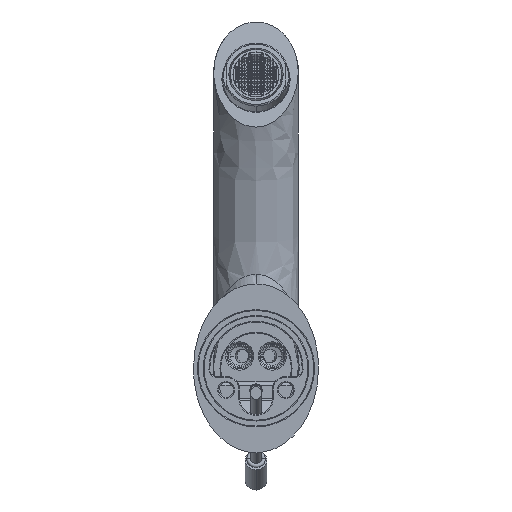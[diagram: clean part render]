
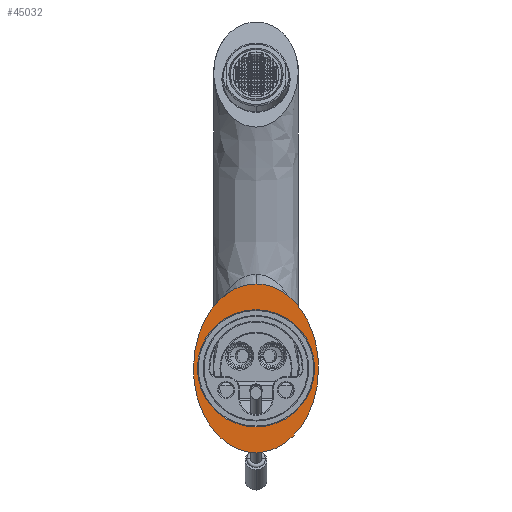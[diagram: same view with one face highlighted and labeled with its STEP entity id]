
A CAD part, front view. The second image highlights one B-rep face of the part: STEP entity #45032.
In plain terms, the highlighted planar face has unit normal (0, -1, 0).
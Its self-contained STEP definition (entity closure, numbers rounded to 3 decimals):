
#4968=CARTESIAN_POINT('',(23.,-5.,0.));
#4969=CARTESIAN_POINT('',(23.,-5.,-1.827));
#4970=CARTESIAN_POINT('',(22.759,-5.,-5.617));
#4971=CARTESIAN_POINT('',(21.539,-5.,-11.446));
#4972=CARTESIAN_POINT('',(19.753,-5.,-16.127));
#4973=CARTESIAN_POINT('',(17.889,-5.,-19.572));
#4974=CARTESIAN_POINT('',(16.293,-5.,-21.96));
#4975=CARTESIAN_POINT('',(14.521,-5.,-24.112));
#4976=CARTESIAN_POINT('',(12.604,-5.,-25.995));
#4977=CARTESIAN_POINT('',(10.576,-5.,-27.588));
#4978=CARTESIAN_POINT('',(8.473,-5.,-28.875));
#4979=CARTESIAN_POINT('',(6.33,-5.,-29.854));
#4980=CARTESIAN_POINT('',(4.539,-5.,-30.418));
#4981=CARTESIAN_POINT('',(3.119,-5.,-30.725));
#4982=CARTESIAN_POINT('',(2.064,-5.,-30.886));
#4983=CARTESIAN_POINT('',(1.196,-5.,-30.964));
#4984=CARTESIAN_POINT('',(0.51,-5.,-30.995));
#4985=CARTESIAN_POINT('',(0.,-5.,-31.003));
#4986=CARTESIAN_POINT('',(-0.51,-5.,-30.995));
#4987=CARTESIAN_POINT('',(-1.196,-5.,-30.964));
#4988=CARTESIAN_POINT('',(-2.064,-5.,-30.886));
#4989=CARTESIAN_POINT('',(-3.119,-5.,-30.725));
#4990=CARTESIAN_POINT('',(-4.539,-5.,-30.418));
#4991=CARTESIAN_POINT('',(-6.33,-5.,-29.854));
#4992=CARTESIAN_POINT('',(-8.473,-5.,-28.875));
#4993=CARTESIAN_POINT('',(-10.576,-5.,-27.588));
#4994=CARTESIAN_POINT('',(-12.604,-5.,-25.995));
#4995=CARTESIAN_POINT('',(-14.521,-5.,-24.112));
#4996=CARTESIAN_POINT('',(-16.293,-5.,-21.96));
#4997=CARTESIAN_POINT('',(-17.889,-5.,-19.572));
#4998=CARTESIAN_POINT('',(-19.753,-5.,-16.127));
#4999=CARTESIAN_POINT('',(-21.539,-5.,-11.446));
#5000=CARTESIAN_POINT('',(-22.759,-5.,-5.617));
#5001=CARTESIAN_POINT('',(-23.,-5.,-1.827));
#5002=CARTESIAN_POINT('',(-23.,-5.,0.));
#5004=CARTESIAN_POINT('',(-23.,-5.,0.));
#5005=CARTESIAN_POINT('',(-23.,-5.,1.827));
#5006=CARTESIAN_POINT('',(-22.759,-5.,5.617));
#5007=CARTESIAN_POINT('',(-21.539,-5.,11.446));
#5008=CARTESIAN_POINT('',(-19.753,-5.,16.127));
#5009=CARTESIAN_POINT('',(-17.889,-5.,19.572));
#5010=CARTESIAN_POINT('',(-16.293,-5.,21.96));
#5011=CARTESIAN_POINT('',(-14.521,-5.,24.112));
#5012=CARTESIAN_POINT('',(-12.604,-5.,25.995));
#5013=CARTESIAN_POINT('',(-10.576,-5.,27.588));
#5014=CARTESIAN_POINT('',(-8.473,-5.,28.875));
#5015=CARTESIAN_POINT('',(-6.33,-5.,29.854));
#5016=CARTESIAN_POINT('',(-4.539,-5.,30.418));
#5017=CARTESIAN_POINT('',(-3.119,-5.,30.725));
#5018=CARTESIAN_POINT('',(-2.064,-5.,30.886));
#5019=CARTESIAN_POINT('',(-1.196,-5.,30.964));
#5020=CARTESIAN_POINT('',(-0.51,-5.,30.995));
#5021=CARTESIAN_POINT('',(0.,-5.,31.003));
#5022=CARTESIAN_POINT('',(0.51,-5.,30.995));
#5023=CARTESIAN_POINT('',(1.196,-5.,30.964));
#5024=CARTESIAN_POINT('',(2.064,-5.,30.886));
#5025=CARTESIAN_POINT('',(3.119,-5.,30.725));
#5026=CARTESIAN_POINT('',(4.539,-5.,30.418));
#5027=CARTESIAN_POINT('',(6.33,-5.,29.854));
#5028=CARTESIAN_POINT('',(8.473,-5.,28.875));
#5029=CARTESIAN_POINT('',(10.576,-5.,27.588));
#5030=CARTESIAN_POINT('',(12.604,-5.,25.995));
#5031=CARTESIAN_POINT('',(14.521,-5.,24.112));
#5032=CARTESIAN_POINT('',(16.293,-5.,21.96));
#5033=CARTESIAN_POINT('',(17.889,-5.,19.572));
#5034=CARTESIAN_POINT('',(19.753,-5.,16.127));
#5035=CARTESIAN_POINT('',(21.539,-5.,11.446));
#5036=CARTESIAN_POINT('',(22.759,-5.,5.617));
#5037=CARTESIAN_POINT('',(23.,-5.,1.827));
#5038=CARTESIAN_POINT('',(23.,-5.,0.));
#5040=CARTESIAN_POINT('',(0.,-5.,0.));
#5041=DIRECTION('',(0.,1.,0.));
#5042=DIRECTION('',(1.,0.,0.));
#5043=AXIS2_PLACEMENT_3D('',#5040,#5041,#5042);
#5045=CARTESIAN_POINT('',(0.,-5.,0.));
#5046=DIRECTION('',(0.,1.,0.));
#5047=DIRECTION('',(-1.,0.,0.));
#5048=AXIS2_PLACEMENT_3D('',#5045,#5046,#5047);
#40751=VERTEX_POINT('',#4968);
#40752=VERTEX_POINT('',#5002);
#40759=CARTESIAN_POINT('',(21.55,-5.,0.));
#40760=CARTESIAN_POINT('',(-21.55,-5.,0.));
#40761=VERTEX_POINT('',#40759);
#40762=VERTEX_POINT('',#40760);
#45016=CARTESIAN_POINT('',(0.,-5.,0.));
#45017=DIRECTION('',(0.,1.,0.));
#45018=DIRECTION('',(1.,0.,0.));
#45019=AXIS2_PLACEMENT_3D('',#45016,#45017,#45018);
#45020=PLANE('',#45019);
#45021=ORIENTED_EDGE('',*,*,#44999,.T.);
#45023=ORIENTED_EDGE('',*,*,#45022,.T.);
#45024=EDGE_LOOP('',(#45021,#45023));
#45025=FACE_OUTER_BOUND('',#45024,.F.);
#45027=ORIENTED_EDGE('',*,*,#45026,.F.);
#45029=ORIENTED_EDGE('',*,*,#45028,.F.);
#45030=EDGE_LOOP('',(#45027,#45029));
#45031=FACE_BOUND('',#45030,.F.);
#45032=ADVANCED_FACE('',(#45025,#45031),#45020,.F.);
#5003=B_SPLINE_CURVE_WITH_KNOTS('',3,(#4968,#4969,#4970,#4971,#4972,#4973,#4974,
#4975,#4976,#4977,#4978,#4979,#4980,#4981,#4982,#4983,#4984,#4985,#4986,#4987,
#4988,#4989,#4990,#4991,#4992,#4993,#4994,#4995,#4996,#4997,#4998,#4999,#5000,
#5001,#5002),.UNSPECIFIED.,.F.,.F.,(4,1,1,1,1,1,1,1,1,1,1,1,1,1,1,1,1,1,1,1,1,1,
1,1,1,1,1,1,1,1,1,1,4),(0.,0.063,0.125,0.188,0.219,0.25,
0.281,0.313,0.344,0.375,0.406,0.438,0.453,0.469,
0.484,0.492,0.5,0.508,0.516,0.531,0.547,
0.563,0.594,0.625,0.656,0.688,0.719,0.75,0.781,
0.813,0.875,0.938,1.),.UNSPECIFIED.);
#5039=B_SPLINE_CURVE_WITH_KNOTS('',3,(#5004,#5005,#5006,#5007,#5008,#5009,#5010,
#5011,#5012,#5013,#5014,#5015,#5016,#5017,#5018,#5019,#5020,#5021,#5022,#5023,
#5024,#5025,#5026,#5027,#5028,#5029,#5030,#5031,#5032,#5033,#5034,#5035,#5036,
#5037,#5038),.UNSPECIFIED.,.F.,.F.,(4,1,1,1,1,1,1,1,1,1,1,1,1,1,1,1,1,1,1,1,1,1,
1,1,1,1,1,1,1,1,1,1,4),(0.,0.063,0.125,0.188,0.219,0.25,
0.281,0.313,0.344,0.375,0.406,0.438,0.453,0.469,
0.484,0.492,0.5,0.508,0.516,0.531,0.547,
0.563,0.594,0.625,0.656,0.688,0.719,0.75,0.781,
0.813,0.875,0.938,1.),.UNSPECIFIED.);
#5044=CIRCLE('',#5043,21.55);
#5049=CIRCLE('',#5048,21.55);
#44999=EDGE_CURVE('',#40751,#40752,#5003,.T.);
#45022=EDGE_CURVE('',#40752,#40751,#5039,.T.);
#45026=EDGE_CURVE('',#40761,#40762,#5044,.T.);
#45028=EDGE_CURVE('',#40762,#40761,#5049,.T.);
